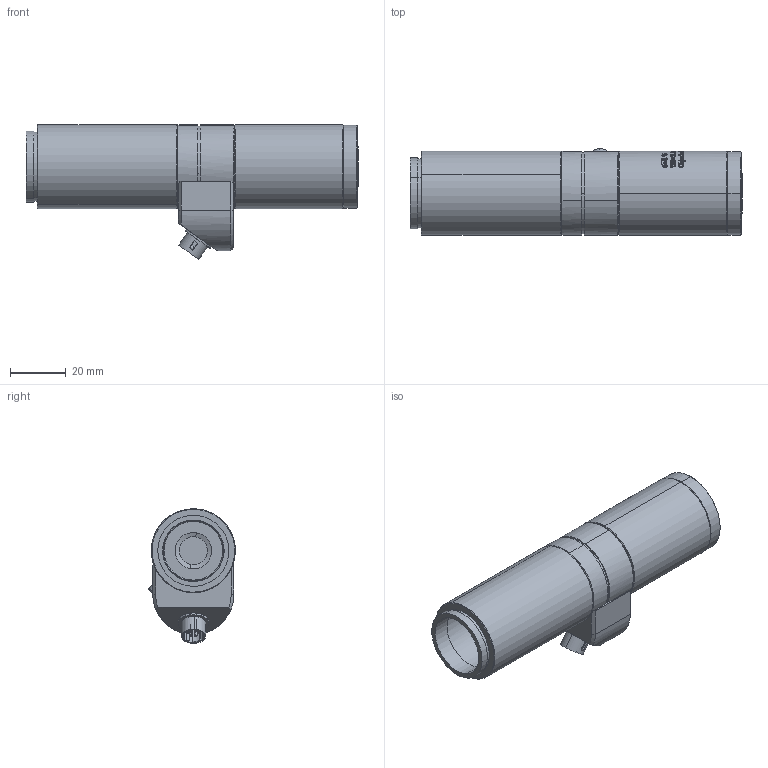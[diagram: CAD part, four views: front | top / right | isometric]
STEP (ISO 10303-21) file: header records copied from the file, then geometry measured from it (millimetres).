
FILE_DESCRIPTION (( 'STEP AP203' ), '1' );
FILE_NAME ('Web Model 34713_Default.step', '2019-06-03T12:49:55', ( '' ), ( '' ), 'SwSTEP 2.0', 'SolidWorks 2018', '' );
FILE_SCHEMA (( 'CONFIG_CONTROL_DESIGN' ));
Length unit declared in the file: millimetre
Products named in the file (1): Web Model 34713_Default
Bounding box: 118.61 x 30.98 x 48.05 mm (x, y, z)
Volume: 70349.2 mm3; surface area: 27757.8 mm2
Topology: 3 solids, 5 shells, 1189 faces, 3171 edges, 2069 vertices
Faces by surface type: plane 444, bspline 328, cylinder 311, cone 104, sphere 2
Entity records: 66113 total; most frequent: CARTESIAN_POINT 39195, ORIENTED_EDGE 6322, DIRECTION 4440, EDGE_CURVE 3161, VERTEX_POINT 2065, AXIS2_PLACEMENT_3D 1621, EDGE_LOOP 1310, LINE 1198
